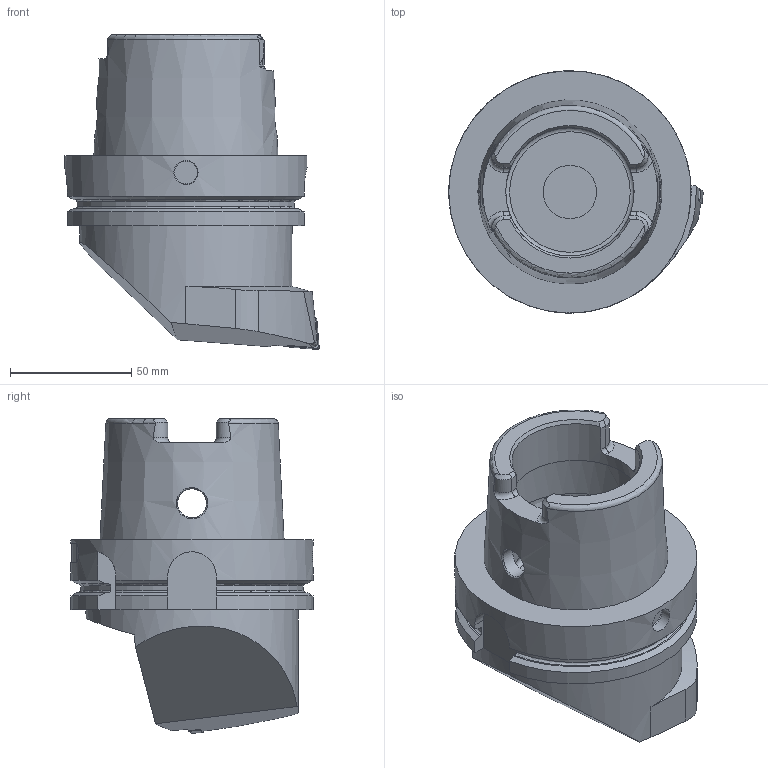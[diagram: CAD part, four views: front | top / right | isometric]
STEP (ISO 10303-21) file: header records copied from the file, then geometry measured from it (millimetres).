
FILE_DESCRIPTION (( 'STEP AP214' ), '1' );
FILE_NAME ('Standard.step', '2011-12-07T09:42:44', ( '' ), ( '' ), 'SwSTEP 2.0', 'SolidWorks 2011', '' );
FILE_SCHEMA (( 'AUTOMOTIVE_DESIGN' ));
Length unit declared in the file: millimetre
Products named in the file (1): Standard
Bounding box: 105.01 x 100 x 130.01 mm (x, y, z)
Volume: 437539.4 mm3; surface area: 61227.6 mm2
Topology: 2 solids, 2 shells, 179 faces, 480 edges, 309 vertices
Faces by surface type: plane 74, cylinder 62, cone 18, torus 17, bspline 6, sphere 2
Full cylindrical faces by diameter (mm): 5.16 x1, 10 x1, 12 x2, 22 x1, 25 x1, 53 x2, 63 x1, 87.6 x1, 100 x1
Entity records: 7359 total; most frequent: CARTESIAN_POINT 3124, ORIENTED_EDGE 894, DIRECTION 771, EDGE_CURVE 447, VERTEX_POINT 297, AXIS2_PLACEMENT_3D 295, EDGE_LOOP 208, FACE_OUTER_BOUND 195
